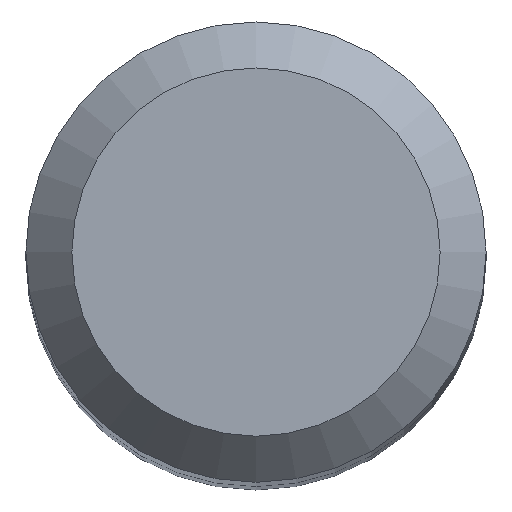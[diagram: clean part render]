
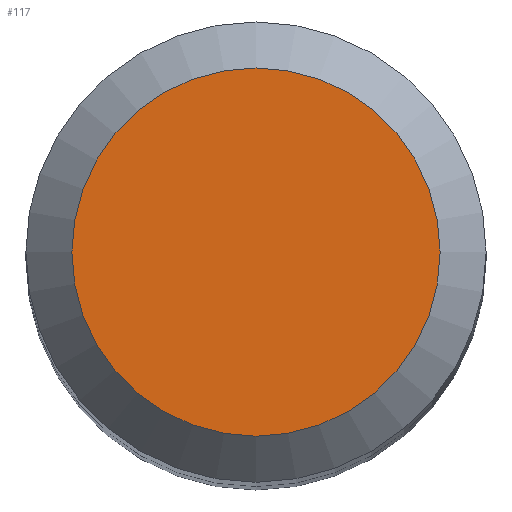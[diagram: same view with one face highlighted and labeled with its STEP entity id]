
A CAD part, top view. The second image highlights one B-rep face of the part: STEP entity #117.
In plain terms, the highlighted planar face has unit normal (0, 0, 1).
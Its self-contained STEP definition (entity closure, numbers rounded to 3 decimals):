
#31 = AXIS2_PLACEMENT_3D ( 'NONE', #147, #51, #191 ) ;
#47 = FACE_OUTER_BOUND ( 'NONE', #171, .T. ) ;
#48 = DIRECTION ( 'NONE',  ( 0., 1., 0. ) ) ;
#51 = DIRECTION ( 'NONE',  ( 0., 0., -1. ) ) ;
#55 = AXIS2_PLACEMENT_3D ( 'NONE', #179, #95, #48 ) ;
#87 = ORIENTED_EDGE ( 'NONE', *, *, #110, .F. ) ;
#88 = CIRCLE ( 'NONE', #31, 3.2 ) ;
#95 = DIRECTION ( 'NONE',  ( 0., 0., -1. ) ) ;
#110 = EDGE_CURVE ( 'NONE', #124, #124, #88, .T. ) ;
#117 = ADVANCED_FACE ( 'NONE', ( #47 ), #193, .F. ) ;
#124 = VERTEX_POINT ( 'NONE', #189 ) ;
#147 = CARTESIAN_POINT ( 'NONE',  ( 0., 0., 79. ) ) ;
#171 = EDGE_LOOP ( 'NONE', ( #87 ) ) ;
#179 = CARTESIAN_POINT ( 'NONE',  ( 0., 0., 79. ) ) ;
#189 = CARTESIAN_POINT ( 'NONE',  ( 0., 3.2, 79. ) ) ;
#191 = DIRECTION ( 'NONE',  ( 0., 1., 0. ) ) ;
#193 = PLANE ( 'NONE',  #55 ) ;
